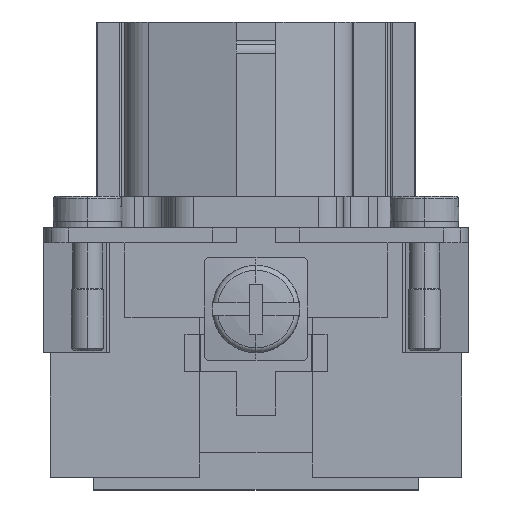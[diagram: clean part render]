
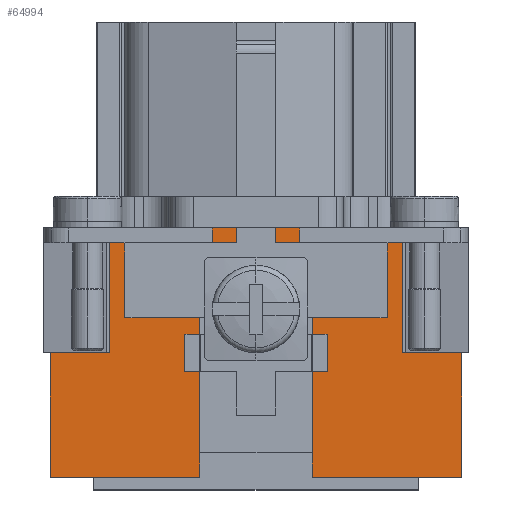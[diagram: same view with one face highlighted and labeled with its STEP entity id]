
A CAD part, left-side view. The second image highlights one B-rep face of the part: STEP entity #64994.
In plain terms, the highlighted planar face has unit normal (-1, 0, 0).
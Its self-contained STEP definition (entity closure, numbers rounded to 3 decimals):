
#23641=CARTESIAN_POINT('',(-31.5,-16.5,-20.0));
#23642=VERTEX_POINT('',#23641);
#23649=CARTESIAN_POINT('',(-31.5,-4.5,-20.0));
#23650=VERTEX_POINT('',#23649);
#23651=CARTESIAN_POINT('',(-31.5,-4.5,-20.0));
#23652=DIRECTION('',(0.0,-1.0,0.0));
#23653=VECTOR('',#23652,12.0);
#23654=LINE('',#23651,#23653);
#23655=EDGE_CURVE('',#23650,#23642,#23654,.T.);
#23737=CARTESIAN_POINT('',(-31.5,4.5,-20.0));
#23738=VERTEX_POINT('',#23737);
#23745=CARTESIAN_POINT('',(-31.5,16.5,-20.0));
#23746=VERTEX_POINT('',#23745);
#23747=CARTESIAN_POINT('',(-31.5,16.5,-20.0));
#23748=DIRECTION('',(0.0,-1.0,0.0));
#23749=VECTOR('',#23748,12.0);
#23750=LINE('',#23747,#23749);
#23751=EDGE_CURVE('',#23746,#23738,#23750,.T.);
#40048=CARTESIAN_POINT('',(-31.5,-11.75,0.0));
#40049=VERTEX_POINT('',#40048);
#40050=CARTESIAN_POINT('',(-31.5,11.75,0.0));
#40051=VERTEX_POINT('',#40050);
#40052=CARTESIAN_POINT('',(-31.5,-11.75,0.0));
#40053=DIRECTION('',(0.0,1.0,0.0));
#40054=VECTOR('',#40053,23.5);
#40055=LINE('',#40052,#40054);
#40056=EDGE_CURVE('',#40049,#40051,#40055,.T.);
#53942=CARTESIAN_POINT('',(-31.5,16.5,-10.));
#53943=VERTEX_POINT('',#53942);
#53944=CARTESIAN_POINT('',(-31.5,16.5,-10.));
#53945=DIRECTION('',(0.0,0.0,-1.0));
#53946=VECTOR('',#53945,10.);
#53947=LINE('',#53944,#53946);
#53948=EDGE_CURVE('',#53943,#23746,#53947,.T.);
#54269=CARTESIAN_POINT('',(-31.5,-16.5,-10.));
#54270=VERTEX_POINT('',#54269);
#54277=CARTESIAN_POINT('',(-31.5,-16.5,-10.));
#54278=DIRECTION('',(0.0,0.0,-1.0));
#54279=VECTOR('',#54278,10.);
#54280=LINE('',#54277,#54279);
#54281=EDGE_CURVE('',#54270,#23642,#54280,.T.);
#64916=CARTESIAN_POINT('',(-31.5,16.5,0.0));
#64917=DIRECTION('',(-1.0,0.0,0.0));
#64918=DIRECTION('',(0.0,0.0,1.0));
#64919=AXIS2_PLACEMENT_3D('',#64916,#64917,#64918);
#64920=PLANE('',#64919);
#64921=CARTESIAN_POINT('',(-31.5,4.5,-1.2));
#64922=VERTEX_POINT('',#64921);
#64923=CARTESIAN_POINT('',(-31.5,-4.5,-1.2));
#64924=VERTEX_POINT('',#64923);
#64925=CARTESIAN_POINT('',(-31.5,4.5,-1.2));
#64926=DIRECTION('',(0.0,-1.0,0.0));
#64927=VECTOR('',#64926,9.0);
#64928=LINE('',#64925,#64927);
#64929=EDGE_CURVE('',#64922,#64924,#64928,.T.);
#64930=ORIENTED_EDGE('',*,*,#64929,.T.);
#64931=CARTESIAN_POINT('',(-31.5,-4.5,-18.));
#64932=VERTEX_POINT('',#64931);
#64933=CARTESIAN_POINT('',(-31.5,-4.5,-1.2));
#64934=DIRECTION('',(0.0,0.0,-1.0));
#64935=VECTOR('',#64934,16.8);
#64936=LINE('',#64933,#64935);
#64937=EDGE_CURVE('',#64924,#64932,#64936,.T.);
#64938=ORIENTED_EDGE('',*,*,#64937,.T.);
#64939=CARTESIAN_POINT('',(-31.5,-4.5,-18.));
#64940=DIRECTION('',(0.0,0.0,-1.0));
#64941=VECTOR('',#64940,2.);
#64942=LINE('',#64939,#64941);
#64943=EDGE_CURVE('',#64932,#23650,#64942,.T.);
#64944=ORIENTED_EDGE('',*,*,#64943,.T.);
#64945=ORIENTED_EDGE('',*,*,#23655,.T.);
#64946=ORIENTED_EDGE('',*,*,#54281,.F.);
#64947=CARTESIAN_POINT('',(-31.5,-11.75,-10.));
#64948=VERTEX_POINT('',#64947);
#64949=CARTESIAN_POINT('',(-31.5,-16.5,-10.));
#64950=DIRECTION('',(0.0,1.0,0.0));
#64951=VECTOR('',#64950,4.75);
#64952=LINE('',#64949,#64951);
#64953=EDGE_CURVE('',#54270,#64948,#64952,.T.);
#64954=ORIENTED_EDGE('',*,*,#64953,.T.);
#64955=CARTESIAN_POINT('',(-31.5,-11.75,-10.));
#64956=DIRECTION('',(0.0,0.0,1.0));
#64957=VECTOR('',#64956,10.);
#64958=LINE('',#64955,#64957);
#64959=EDGE_CURVE('',#64948,#40049,#64958,.T.);
#64960=ORIENTED_EDGE('',*,*,#64959,.T.);
#64961=ORIENTED_EDGE('',*,*,#40056,.T.);
#64962=CARTESIAN_POINT('',(-31.5,11.75,-10.));
#64963=VERTEX_POINT('',#64962);
#64964=CARTESIAN_POINT('',(-31.5,11.75,0.0));
#64965=DIRECTION('',(0.0,0.0,-1.0));
#64966=VECTOR('',#64965,10.);
#64967=LINE('',#64964,#64966);
#64968=EDGE_CURVE('',#40051,#64963,#64967,.T.);
#64969=ORIENTED_EDGE('',*,*,#64968,.T.);
#64970=CARTESIAN_POINT('',(-31.5,11.75,-10.));
#64971=DIRECTION('',(0.0,1.0,0.0));
#64972=VECTOR('',#64971,4.75);
#64973=LINE('',#64970,#64972);
#64974=EDGE_CURVE('',#64963,#53943,#64973,.T.);
#64975=ORIENTED_EDGE('',*,*,#64974,.T.);
#64976=ORIENTED_EDGE('',*,*,#53948,.T.);
#64977=ORIENTED_EDGE('',*,*,#23751,.T.);
#64978=CARTESIAN_POINT('',(-31.5,4.5,-18.));
#64979=VERTEX_POINT('',#64978);
#64980=CARTESIAN_POINT('',(-31.5,4.5,-20.0));
#64981=DIRECTION('',(0.0,0.0,1.0));
#64982=VECTOR('',#64981,2.);
#64983=LINE('',#64980,#64982);
#64984=EDGE_CURVE('',#23738,#64979,#64983,.T.);
#64985=ORIENTED_EDGE('',*,*,#64984,.T.);
#64986=CARTESIAN_POINT('',(-31.5,4.5,-18.));
#64987=DIRECTION('',(0.0,0.0,1.0));
#64988=VECTOR('',#64987,16.8);
#64989=LINE('',#64986,#64988);
#64990=EDGE_CURVE('',#64979,#64922,#64989,.T.);
#64991=ORIENTED_EDGE('',*,*,#64990,.T.);
#64992=EDGE_LOOP('',(#64930,#64938,#64944,#64945,#64946,#64954,#64960,#64961,#64969,#64975,#64976,#64977,#64985,#64991));
#64993=FACE_OUTER_BOUND('',#64992,.T.);
#64994=ADVANCED_FACE('',(#64993),#64920,.T.);
